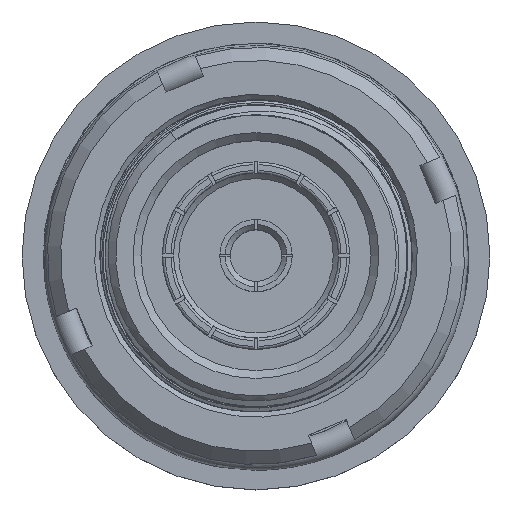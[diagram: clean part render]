
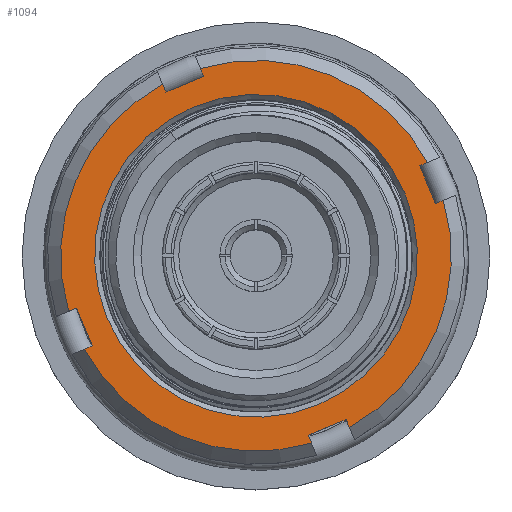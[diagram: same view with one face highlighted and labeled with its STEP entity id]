
A CAD part, top view. The second image highlights one B-rep face of the part: STEP entity #1094.
In plain terms, the highlighted planar face has unit normal (0, 0, 1).
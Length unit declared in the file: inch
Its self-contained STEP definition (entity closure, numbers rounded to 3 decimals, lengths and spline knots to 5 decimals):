
#43 = ORIENTED_EDGE ( 'NONE', *, *, #8594, .T. ) ;
#144 = CIRCLE ( 'NONE', #5599, 0.739 ) ;
#362 = DIRECTION ( 'NONE',  ( 0.383, -0.924, 0. ) ) ;
#485 = VECTOR ( 'NONE', #4277, 39.37008 ) ;
#519 = VERTEX_POINT ( 'NONE', #6746 ) ;
#627 = EDGE_CURVE ( 'NONE', #5343, #5488, #4169, .T. ) ;
#641 = DIRECTION ( 'NONE',  ( 0., 0., 1. ) ) ;
#714 = VECTOR ( 'NONE', #1084, 39.37008 ) ;
#1013 = VECTOR ( 'NONE', #6485, 39.37008 ) ;
#1028 = LINE ( 'NONE', #1860, #714 ) ;
#1069 = VERTEX_POINT ( 'NONE', #6048 ) ;
#1079 = CARTESIAN_POINT ( 'NONE',  ( 0.56398, 0.23387, -0.53 ) ) ;
#1084 = DIRECTION ( 'NONE',  ( -0.383, 0.924, 0. ) ) ;
#1094 = ADVANCED_FACE ( 'NONE', ( #10063, #5435 ), #7186, .F. ) ;
#1146 = EDGE_LOOP ( 'NONE', ( #10359 ) ) ;
#1233 = ORIENTED_EDGE ( 'NONE', *, *, #5475, .T. ) ;
#1278 = VERTEX_POINT ( 'NONE', #7955 ) ;
#1299 = EDGE_CURVE ( 'NONE', #519, #1278, #4497, .T. ) ;
#1312 = CARTESIAN_POINT ( 'NONE',  ( -0.26909, 0.64892, -0.53 ) ) ;
#1356 = CARTESIAN_POINT ( 'NONE',  ( 0.61923, 0.34068, -0.53 ) ) ;
#1420 = EDGE_CURVE ( 'NONE', #7220, #9615, #3168, .T. ) ;
#1689 = DIRECTION ( 'NONE',  ( -0.924, -0.383, 0. ) ) ;
#1715 = VERTEX_POINT ( 'NONE', #9430 ) ;
#1805 = CARTESIAN_POINT ( 'NONE',  ( -0.02969, 0.07159, -0.53 ) ) ;
#1860 = CARTESIAN_POINT ( 'NONE',  ( 0.64892, 0.26909, -0.53 ) ) ;
#2083 = CARTESIAN_POINT ( 'NONE',  ( 0., 0., -0.53 ) ) ;
#2095 = CARTESIAN_POINT ( 'NONE',  ( -0.3531, 0.64918, -0.53 ) ) ;
#2210 = LINE ( 'NONE', #2985, #3867 ) ;
#2377 = ORIENTED_EDGE ( 'NONE', *, *, #7462, .T. ) ;
#2497 = EDGE_CURVE ( 'NONE', #1278, #4820, #8838, .T. ) ;
#2548 = CARTESIAN_POINT ( 'NONE',  ( -0.64918, -0.3531, -0.53 ) ) ;
#2563 = EDGE_CURVE ( 'NONE', #9615, #6829, #7515, .T. ) ;
#2692 = EDGE_CURVE ( 'NONE', #1069, #4149, #8393, .T. ) ;
#2823 = CIRCLE ( 'NONE', #7030, 0.739 ) ;
#2985 = CARTESIAN_POINT ( 'NONE',  ( -0.02969, 0.07159, -0.53 ) ) ;
#3134 = VERTEX_POINT ( 'NONE', #8928 ) ;
#3155 = CARTESIAN_POINT ( 'NONE',  ( 0.26909, -0.64892, -0.53 ) ) ;
#3168 = CIRCLE ( 'NONE', #10542, 0.739 ) ;
#3208 = CARTESIAN_POINT ( 'NONE',  ( 0.20992, -0.70856, -0.53 ) ) ;
#3235 = CARTESIAN_POINT ( 'NONE',  ( -0.67861, -0.1975, -0.53 ) ) ;
#3297 = VECTOR ( 'NONE', #7188, 39.37008 ) ;
#3378 = VERTEX_POINT ( 'NONE', #3208 ) ;
#3657 = ORIENTED_EDGE ( 'NONE', *, *, #7926, .T. ) ;
#3867 = VECTOR ( 'NONE', #5725, 39.37008 ) ;
#3909 = CARTESIAN_POINT ( 'NONE',  ( 0., 0., -0.53 ) ) ;
#4014 = DIRECTION ( 'NONE',  ( 0.924, 0.383, 0. ) ) ;
#4094 = CARTESIAN_POINT ( 'NONE',  ( 0., 0., -0.53 ) ) ;
#4149 = VERTEX_POINT ( 'NONE', #3235 ) ;
#4169 = LINE ( 'NONE', #10867, #6331 ) ;
#4277 = DIRECTION ( 'NONE',  ( 0.924, 0.383, 0. ) ) ;
#4367 = AXIS2_PLACEMENT_3D ( 'NONE', #4094, #5796, #10847 ) ;
#4399 = ORIENTED_EDGE ( 'NONE', *, *, #4976, .T. ) ;
#4497 = LINE ( 'NONE', #6379, #5101 ) ;
#4658 = ORIENTED_EDGE ( 'NONE', *, *, #2692, .T. ) ;
#4820 = VERTEX_POINT ( 'NONE', #5996 ) ;
#4843 = LINE ( 'NONE', #8084, #4913 ) ;
#4886 = CARTESIAN_POINT ( 'NONE',  ( 0.70856, 0.20992, -0.53 ) ) ;
#4905 = VECTOR ( 'NONE', #7796, 39.37008 ) ;
#4913 = VECTOR ( 'NONE', #8026, 39.37008 ) ;
#4976 = EDGE_CURVE ( 'NONE', #5094, #1069, #144, .T. ) ;
#5005 = EDGE_CURVE ( 'NONE', #3378, #1715, #10482, .T. ) ;
#5071 = ORIENTED_EDGE ( 'NONE', *, *, #5793, .T. ) ;
#5094 = VERTEX_POINT ( 'NONE', #2095 ) ;
#5101 = VECTOR ( 'NONE', #362, 39.37008 ) ;
#5124 = EDGE_CURVE ( 'NONE', #3134, #7220, #7910, .T. ) ;
#5234 = ORIENTED_EDGE ( 'NONE', *, *, #7203, .T. ) ;
#5330 = EDGE_CURVE ( 'NONE', #6040, #6040, #6993, .T. ) ;
#5343 = VERTEX_POINT ( 'NONE', #7437 ) ;
#5435 = FACE_OUTER_BOUND ( 'NONE', #7894, .T. ) ;
#5475 = EDGE_CURVE ( 'NONE', #1715, #3134, #5853, .T. ) ;
#5488 = VERTEX_POINT ( 'NONE', #2548 ) ;
#5495 = DIRECTION ( 'NONE',  ( 0.924, 0.383, 0. ) ) ;
#5599 = AXIS2_PLACEMENT_3D ( 'NONE', #8061, #9047, #8938 ) ;
#5648 = CARTESIAN_POINT ( 'NONE',  ( -0.07159, -0.02969, -0.53 ) ) ;
#5725 = DIRECTION ( 'NONE',  ( 0.924, 0.383, 0. ) ) ;
#5793 = EDGE_CURVE ( 'NONE', #8907, #9073, #2210, .T. ) ;
#5796 = DIRECTION ( 'NONE',  ( 0., 0., -1. ) ) ;
#5812 = EDGE_CURVE ( 'NONE', #4149, #5343, #4843, .T. ) ;
#5853 = LINE ( 'NONE', #3155, #10525 ) ;
#5957 = ORIENTED_EDGE ( 'NONE', *, *, #2497, .T. ) ;
#5996 = CARTESIAN_POINT ( 'NONE',  ( -0.34068, 0.61923, -0.53 ) ) ;
#6040 = VERTEX_POINT ( 'NONE', #1079 ) ;
#6048 = CARTESIAN_POINT ( 'NONE',  ( -0.70856, -0.20992, -0.53 ) ) ;
#6162 = VECTOR ( 'NONE', #9223, 39.37008 ) ;
#6331 = VECTOR ( 'NONE', #1689, 39.37008 ) ;
#6379 = CARTESIAN_POINT ( 'NONE',  ( 0.07159, 0.02969, -0.53 ) ) ;
#6485 = DIRECTION ( 'NONE',  ( -0.924, -0.383, 0. ) ) ;
#6502 = DIRECTION ( 'NONE',  ( 0., 0., 1. ) ) ;
#6642 = DIRECTION ( 'NONE',  ( 0.924, 0.383, 0. ) ) ;
#6689 = ORIENTED_EDGE ( 'NONE', *, *, #5124, .T. ) ;
#6726 = DIRECTION ( 'NONE',  ( 0.924, 0.383, 0. ) ) ;
#6746 = CARTESIAN_POINT ( 'NONE',  ( -0.20992, 0.70856, -0.53 ) ) ;
#6829 = VERTEX_POINT ( 'NONE', #10067 ) ;
#6977 = CARTESIAN_POINT ( 'NONE',  ( 0.07159, 0.02969, -0.53 ) ) ;
#6993 = CIRCLE ( 'NONE', #4367, 0.61055 ) ;
#7021 = AXIS2_PLACEMENT_3D ( 'NONE', #2083, #8783, #5495 ) ;
#7030 = AXIS2_PLACEMENT_3D ( 'NONE', #7865, #6502, #9851 ) ;
#7186 = PLANE ( 'NONE',  #7021 ) ;
#7188 = DIRECTION ( 'NONE',  ( -0.924, -0.383, 0. ) ) ;
#7203 = EDGE_CURVE ( 'NONE', #5488, #3378, #8590, .T. ) ;
#7220 = VERTEX_POINT ( 'NONE', #9003 ) ;
#7437 = CARTESIAN_POINT ( 'NONE',  ( -0.61923, -0.34068, -0.53 ) ) ;
#7462 = EDGE_CURVE ( 'NONE', #4820, #5094, #7519, .T. ) ;
#7515 = LINE ( 'NONE', #10653, #1013 ) ;
#7519 = LINE ( 'NONE', #10156, #6162 ) ;
#7796 = DIRECTION ( 'NONE',  ( 0.383, -0.924, 0. ) ) ;
#7865 = CARTESIAN_POINT ( 'NONE',  ( 0., 0., -0.53 ) ) ;
#7894 = EDGE_LOOP ( 'NONE', ( #4399, #4658, #9301, #9435, #5234, #9331, #1233, #6689, #8043, #10249, #43, #5071, #3657, #7948, #5957, #2377 ) ) ;
#7910 = LINE ( 'NONE', #6977, #4905 ) ;
#7926 = EDGE_CURVE ( 'NONE', #9073, #519, #2823, .T. ) ;
#7948 = ORIENTED_EDGE ( 'NONE', *, *, #1299, .T. ) ;
#7955 = CARTESIAN_POINT ( 'NONE',  ( -0.1975, 0.67861, -0.53 ) ) ;
#8009 = CARTESIAN_POINT ( 'NONE',  ( 0., 0., -0.53 ) ) ;
#8026 = DIRECTION ( 'NONE',  ( 0.383, -0.924, 0. ) ) ;
#8043 = ORIENTED_EDGE ( 'NONE', *, *, #1420, .T. ) ;
#8061 = CARTESIAN_POINT ( 'NONE',  ( 0., 0., -0.53 ) ) ;
#8084 = CARTESIAN_POINT ( 'NONE',  ( -0.64892, -0.26909, -0.53 ) ) ;
#8227 = DIRECTION ( 'NONE',  ( -0.383, 0.924, 0. ) ) ;
#8393 = LINE ( 'NONE', #1805, #485 ) ;
#8590 = CIRCLE ( 'NONE', #9128, 0.739 ) ;
#8594 = EDGE_CURVE ( 'NONE', #6829, #8907, #1028, .T. ) ;
#8751 = VECTOR ( 'NONE', #8227, 39.37008 ) ;
#8783 = DIRECTION ( 'NONE',  ( 0., 0., -1. ) ) ;
#8838 = LINE ( 'NONE', #1312, #3297 ) ;
#8907 = VERTEX_POINT ( 'NONE', #1356 ) ;
#8928 = CARTESIAN_POINT ( 'NONE',  ( 0.34068, -0.61923, -0.53 ) ) ;
#8938 = DIRECTION ( 'NONE',  ( 0.924, 0.383, 0. ) ) ;
#9003 = CARTESIAN_POINT ( 'NONE',  ( 0.3531, -0.64918, -0.53 ) ) ;
#9047 = DIRECTION ( 'NONE',  ( 0., 0., 1. ) ) ;
#9073 = VERTEX_POINT ( 'NONE', #10092 ) ;
#9128 = AXIS2_PLACEMENT_3D ( 'NONE', #3909, #641, #4014 ) ;
#9168 = DIRECTION ( 'NONE',  ( 0., 0., 1. ) ) ;
#9223 = DIRECTION ( 'NONE',  ( -0.383, 0.924, 0. ) ) ;
#9301 = ORIENTED_EDGE ( 'NONE', *, *, #5812, .T. ) ;
#9331 = ORIENTED_EDGE ( 'NONE', *, *, #5005, .T. ) ;
#9430 = CARTESIAN_POINT ( 'NONE',  ( 0.1975, -0.67861, -0.53 ) ) ;
#9435 = ORIENTED_EDGE ( 'NONE', *, *, #627, .T. ) ;
#9615 = VERTEX_POINT ( 'NONE', #4886 ) ;
#9851 = DIRECTION ( 'NONE',  ( 0.924, 0.383, 0. ) ) ;
#10063 = FACE_BOUND ( 'NONE', #1146, .T. ) ;
#10067 = CARTESIAN_POINT ( 'NONE',  ( 0.67861, 0.1975, -0.53 ) ) ;
#10092 = CARTESIAN_POINT ( 'NONE',  ( 0.64918, 0.3531, -0.53 ) ) ;
#10156 = CARTESIAN_POINT ( 'NONE',  ( -0.07159, -0.02969, -0.53 ) ) ;
#10249 = ORIENTED_EDGE ( 'NONE', *, *, #2563, .T. ) ;
#10359 = ORIENTED_EDGE ( 'NONE', *, *, #5330, .T. ) ;
#10482 = LINE ( 'NONE', #5648, #8751 ) ;
#10525 = VECTOR ( 'NONE', #6726, 39.37008 ) ;
#10542 = AXIS2_PLACEMENT_3D ( 'NONE', #8009, #9168, #6642 ) ;
#10653 = CARTESIAN_POINT ( 'NONE',  ( 0.02969, -0.07159, -0.53 ) ) ;
#10847 = DIRECTION ( 'NONE',  ( 0.924, 0.383, 0. ) ) ;
#10867 = CARTESIAN_POINT ( 'NONE',  ( 0.02969, -0.07159, -0.53 ) ) ;
